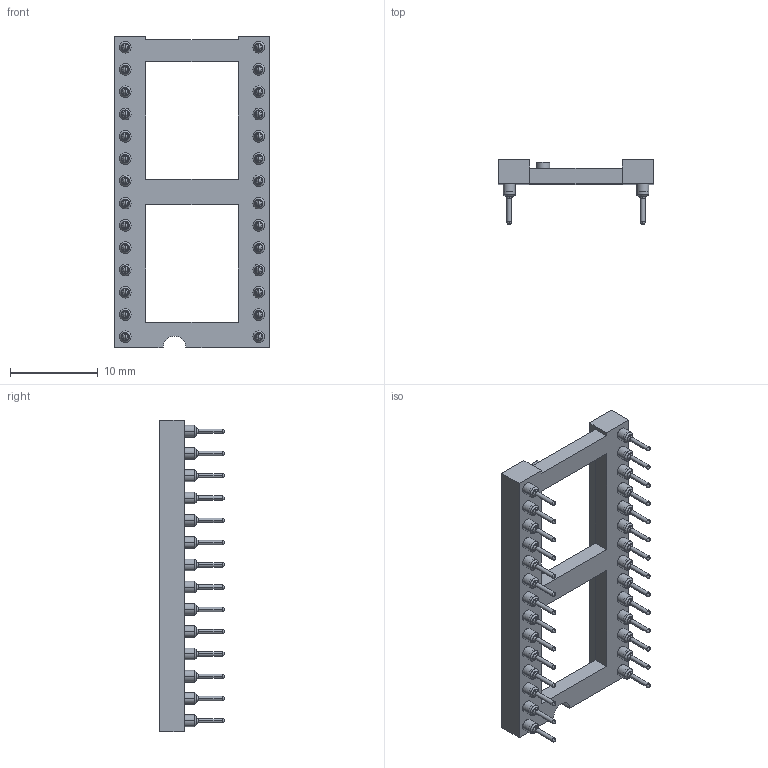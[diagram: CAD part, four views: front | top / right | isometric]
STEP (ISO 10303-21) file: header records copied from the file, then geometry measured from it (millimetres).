
FILE_DESCRIPTION(('STEP AP242'),'1');
FILE_NAME('dil_socket_110-87-628-41-001101.stp','2021-05-06T16:12:27',('TraceParts'),('TraceParts S.A.'),'Spatial InterOp 3D',' ',' ');
FILE_SCHEMA(('AP242_MANAGED_MODEL_BASED_3D_ENGINEERING_MIM_LF {1 0 10303 442 1 1 4}'));
Length unit declared in the file: millimetre
Products named in the file (1): dil_socket_110-87-628-41-001101
Bounding box: 17.7 x 7.37 x 35.5 mm (x, y, z)
Volume: 858.8 mm3; surface area: 1993.2 mm2
Topology: 1 solids, 1 shells, 1068 faces, 2376 edges, 1338 vertices
Faces by surface type: cone 560, cylinder 229, torus 168, plane 111
Entity records: 37362 total; most frequent: DIRECTION 5840, CARTESIAN_POINT 4671, ORIENTED_EDGE 4528, AXIS2_PLACEMENT_3D 2507, EDGE_CURVE 2264, CIRCLE 1438, VERTEX_POINT 1338, EDGE_LOOP 1212
